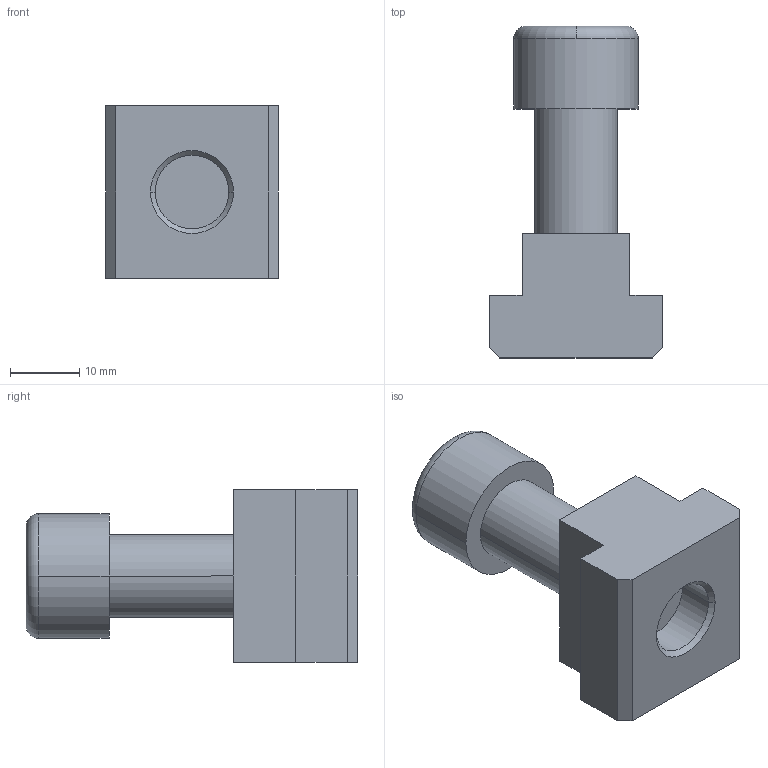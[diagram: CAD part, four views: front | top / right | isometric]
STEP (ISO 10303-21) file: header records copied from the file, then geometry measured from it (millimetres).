
FILE_DESCRIPTION(('STEP AP214'),'1');
FILE_NAME('HALDERN_EH_23250_0531.stp','2017-09-06T07:18:33',('TraceParts'),('TraceParts S.A.'),'Spatial InterOp 3D',' ',' ');
FILE_SCHEMA(('automotive_design'));
Length unit declared in the file: millimetre
Products named in the file (2): HALDERN_EH_23250_0531_1; HALDERN_EH_23250_0531_2
Bounding box: 25 x 48 x 25 mm (x, y, z)
Volume: 13289.4 mm3; surface area: 5717.5 mm2
Topology: 2 solids, 2 shells, 36 faces, 85 edges, 55 vertices
Faces by surface type: plane 22, cylinder 6, cone 6, torus 2
Entity records: 1357 total; most frequent: DIRECTION 186, CARTESIAN_POINT 178, ORIENTED_EDGE 170, EDGE_CURVE 85, AXIS2_PLACEMENT_3D 63, LINE 60, VECTOR 60, VERTEX_POINT 55
